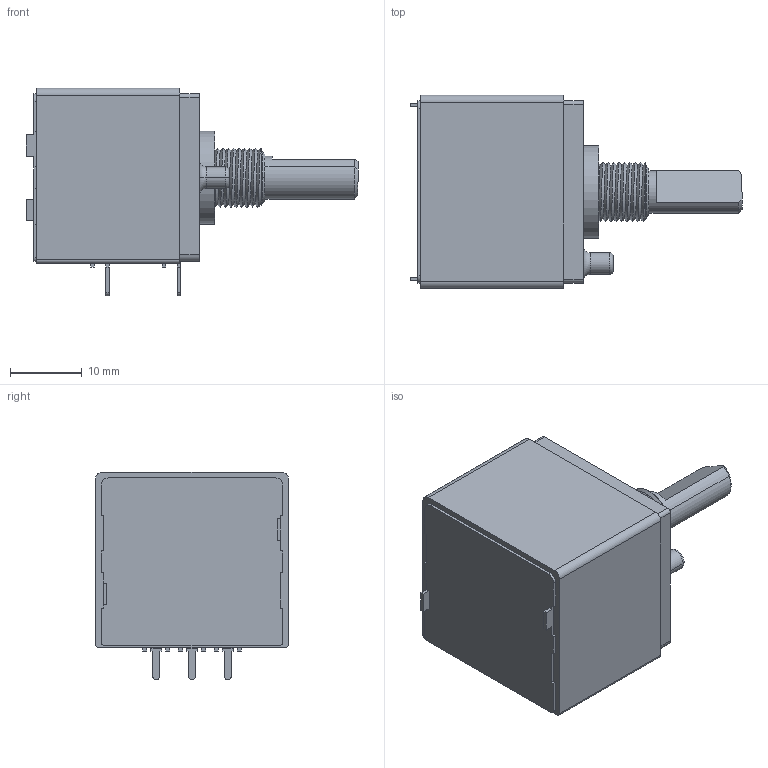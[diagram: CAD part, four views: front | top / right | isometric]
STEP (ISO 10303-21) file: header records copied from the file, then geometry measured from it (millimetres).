
FILE_DESCRIPTION (( 'STEP AP214' ), '1' );
FILE_NAME ('RES-ADJ-TH_RK27112A0A16.STEP', '2023-05-03T15:16:14', ( '' ), ( '' ), 'SwSTEP 2.0', 'SolidWorks 2020', '' );
FILE_SCHEMA (( 'AUTOMOTIVE_DESIGN' ));
Length unit declared in the file: millimetre
Products named in the file (1): RES-ADJ-TH_RK27112A0A16
Bounding box: 46.4 x 27 x 29 mm (x, y, z)
Volume: 16040.7 mm3; surface area: 4352.9 mm2
Topology: 1 solids, 1 shells, 427 faces, 1148 edges, 763 vertices
Faces by surface type: plane 283, bspline 100, cylinder 35, cone 5, torus 4
Entity records: 19583 total; most frequent: CARTESIAN_POINT 4763, ORIENTED_EDGE 2296, DIRECTION 1680, EDGE_CURVE 1148, VECTOR 854, LINE 854, VERTEX_POINT 763, EDGE_LOOP 467
